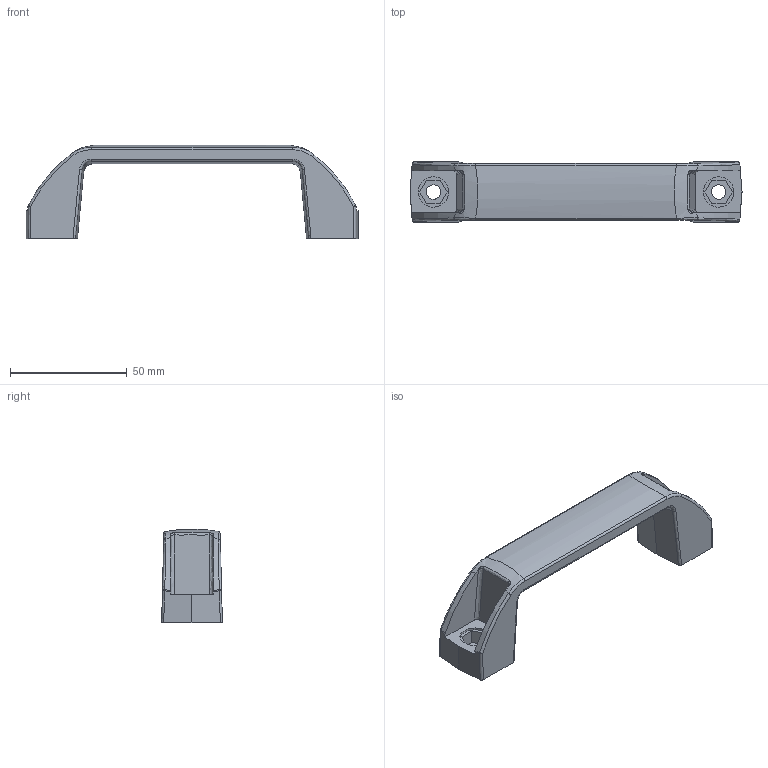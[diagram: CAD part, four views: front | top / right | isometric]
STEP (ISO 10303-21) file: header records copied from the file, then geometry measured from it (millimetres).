
FILE_DESCRIPTION((''),'2;1');
FILE_NAME('','2006-11-29T12:15:39',(''),(''),'','CADfix','');
FILE_SCHEMA(('AUTOMOTIVE_DESIGN'));
Length unit declared in the file: millimetre
Products named in the file (1): handle
Bounding box: 142 x 26 x 39.93 mm (x, y, z)
Volume: 35623.6 mm3; surface area: 15274.3 mm2
Topology: 1 solids, 1 shells, 122 faces, 338 edges, 226 vertices
Faces by surface type: bspline 122
Entity records: 6277 total; most frequent: CARTESIAN_POINT 4419, ORIENTED_EDGE 668, EDGE_CURVE 334, VERTEX_POINT 226, EDGE_LOOP 138, QUASI_UNIFORM_CURVE 126, FACE_OUTER_BOUND 122, ADVANCED_FACE 122
